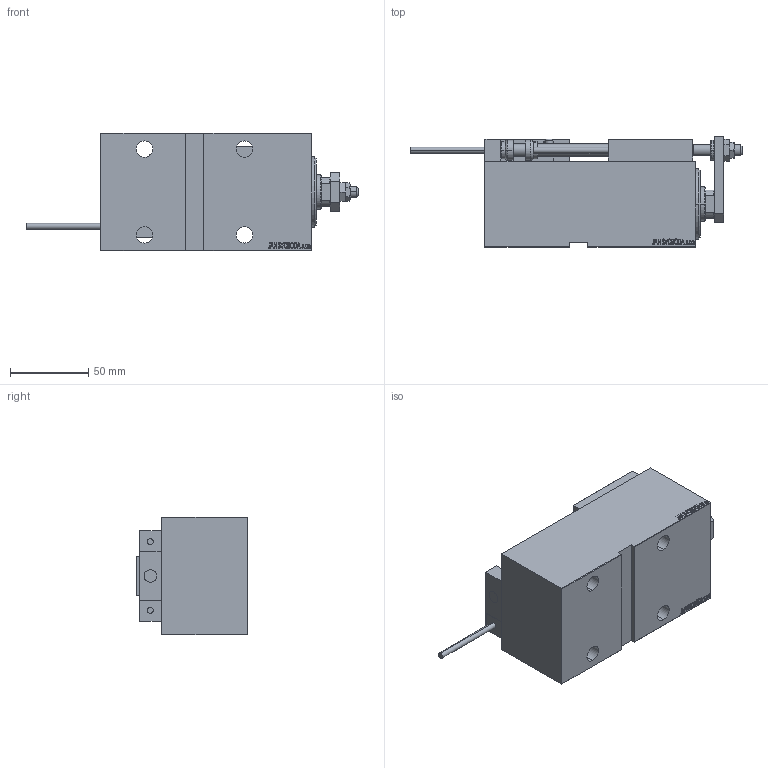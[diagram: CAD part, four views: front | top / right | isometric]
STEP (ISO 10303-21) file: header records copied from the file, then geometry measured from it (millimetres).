
FILE_DESCRIPTION (( 'STEP AP203' ), '1' );
FILE_NAME ('0eb6.STEP', '2022-06-05T13:45:52', ( '' ), ( '' ), 'SwSTEP 2.0', 'SolidWorks 2019', '' );
FILE_SCHEMA (( 'CONFIG_CONTROL_DESIGN' ));
Length unit declared in the file: millimetre
Products named in the file (16): SWITCH_X_FRONT_BACK 4ebc5500138bc524d66956b0c2cd161b; SWITCH DIM B,W 4ebc5500138bc524d66956b0c2cd161b; V450CM_E_Body 4ebc5500138bc524d66956b0c2cd161b; MAGNET 4ebc5500138bc524d66956b0c2cd161b; ZARAZKA 4ebc5500138bc524d66956b0c2cd161b; SWITCH X 4ebc5500138bc524d66956b0c2cd161b; KONCOVKA 4ebc5500138bc524d66956b0c2cd161b; NUT_D10 4ebc5500138bc524d66956b0c2cd161b; 0eb6; V450CM_E_VCP 4ebc5500138bc524d66956b0c2cd161b; NUT_D12 4ebc5500138bc524d66956b0c2cd161b; TYC_L79 4ebc5500138bc524d66956b0c2cd161b; Block 4ebc5500138bc524d66956b0c2cd161b; ALLEN BOLT D8 4ebc5500138bc524d66956b0c2cd161b; V450CM_VC_B 4ebc5500138bc524d66956b0c2cd161b; ALLEN BOLT D5 4ebc5500138bc524d66956b0c2cd161b
Assembly tree (25 placements, depth 3):
  0eb6
    V450CM_E_Body 4ebc5500138bc524d66956b0c2cd161b
    V450CM_E_VCP 4ebc5500138bc524d66956b0c2cd161b
    V450CM_VC_B 4ebc5500138bc524d66956b0c2cd161b
    SWITCH X 4ebc5500138bc524d66956b0c2cd161b
      SWITCH_X_FRONT_BACK 4ebc5500138bc524d66956b0c2cd161b  x2
      TYC_L79 4ebc5500138bc524d66956b0c2cd161b
      Block 4ebc5500138bc524d66956b0c2cd161b  x2
      ALLEN BOLT D5 4ebc5500138bc524d66956b0c2cd161b  x4
      ALLEN BOLT D8 4ebc5500138bc524d66956b0c2cd161b  x4
      MAGNET 4ebc5500138bc524d66956b0c2cd161b  x2
      KONCOVKA 4ebc5500138bc524d66956b0c2cd161b  x2
    SWITCH DIM B,W 4ebc5500138bc524d66956b0c2cd161b
    ZARAZKA 4ebc5500138bc524d66956b0c2cd161b
    NUT_D10 4ebc5500138bc524d66956b0c2cd161b
    NUT_D12 4ebc5500138bc524d66956b0c2cd161b
Bounding box: 212.7 x 70.5 x 75 mm (x, y, z)
Volume: 545294.7 mm3; surface area: 108581.8 mm2
Topology: 24 solids, 24 shells, 1277 faces, 3064 edges, 1958 vertices
Faces by surface type: plane 566, bspline 380, cylinder 170, cone 113, torus 44, sphere 4
Entity records: 49601 total; most frequent: CARTESIAN_POINT 25345, ORIENTED_EDGE 5148, DIRECTION 3413, EDGE_CURVE 2574, VERTEX_POINT 1682, VECTOR 1497, LINE 1497, EDGE_LOOP 1180
